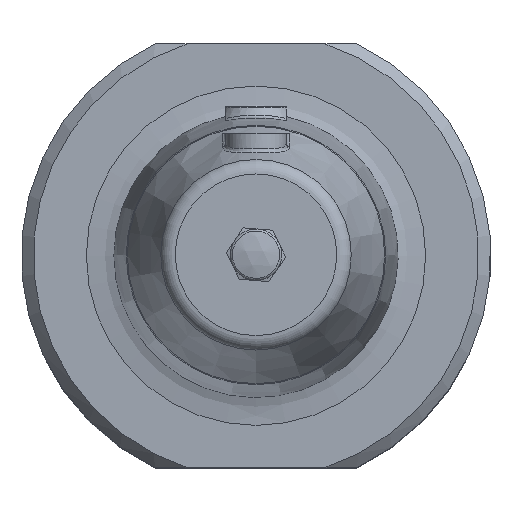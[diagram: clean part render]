
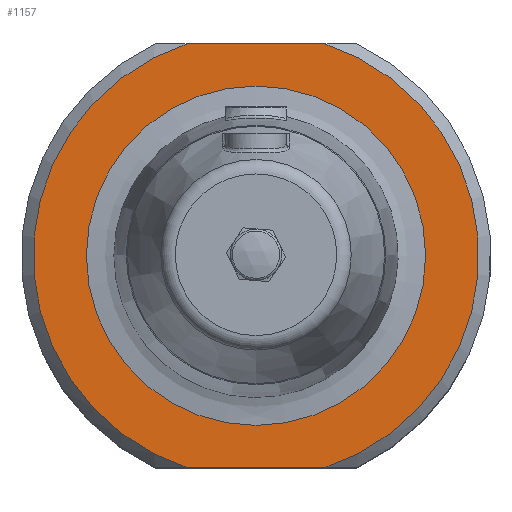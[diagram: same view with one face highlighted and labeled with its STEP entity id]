
A CAD part, top view. The second image highlights one B-rep face of the part: STEP entity #1157.
In plain terms, the highlighted planar face has unit normal (0, 0, 1).
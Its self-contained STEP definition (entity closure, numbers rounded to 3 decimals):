
#85=LINE('',#2104,#123);
#86=LINE('',#2108,#124);
#123=VECTOR('',#1518,44.822);
#124=VECTOR('',#1521,44.822);
#277=PLANE('',#1270);
#298=FACE_BOUND('',#449,.T.);
#359=FACE_OUTER_BOUND('',#448,.T.);
#448=EDGE_LOOP('',(#1007,#1008,#1009,#1010));
#449=EDGE_LOOP('',(#1011));
#510=CIRCLE('',#1271,73.5);
#511=CIRCLE('',#1272,73.5);
#512=CIRCLE('',#1273,55.98);
#605=VERTEX_POINT('',#2102);
#606=VERTEX_POINT('',#2103);
#607=VERTEX_POINT('',#2105);
#608=VERTEX_POINT('',#2107);
#609=VERTEX_POINT('',#2110);
#745=EDGE_CURVE('',#605,#606,#85,.T.);
#746=EDGE_CURVE('',#607,#606,#510,.T.);
#747=EDGE_CURVE('',#607,#608,#86,.T.);
#748=EDGE_CURVE('',#605,#608,#511,.T.);
#749=EDGE_CURVE('',#609,#609,#512,.T.);
#1007=ORIENTED_EDGE('',*,*,#745,.T.);
#1008=ORIENTED_EDGE('',*,*,#746,.F.);
#1009=ORIENTED_EDGE('',*,*,#747,.T.);
#1010=ORIENTED_EDGE('',*,*,#748,.F.);
#1011=ORIENTED_EDGE('',*,*,#749,.F.);
#1157=ADVANCED_FACE('',(#359,#298),#277,.T.);
#1270=AXIS2_PLACEMENT_3D('',#2101,#1516,#1517);
#1271=AXIS2_PLACEMENT_3D('',#2106,#1519,#1520);
#1272=AXIS2_PLACEMENT_3D('',#2109,#1522,#1523);
#1273=AXIS2_PLACEMENT_3D('',#2111,#1524,#1525);
#1516=DIRECTION('center_axis',(0.,0.,
1.));
#1517=DIRECTION('ref_axis',(1.,0.,0.));
#1518=DIRECTION('',(1.,0.,0.));
#1519=DIRECTION('center_axis',(0.,0.,
-1.));
#1520=DIRECTION('ref_axis',(0.,1.,0.));
#1521=DIRECTION('',(-1.,0.,0.));
#1522=DIRECTION('center_axis',(0.,0.,
-1.));
#1523=DIRECTION('ref_axis',(0.,1.,0.));
#1524=DIRECTION('center_axis',(0.,0.,
1.));
#1525=DIRECTION('ref_axis',(0.,-1.,0.));
#2101=CARTESIAN_POINT('Origin',(0.,-66.74,
78.7));
#2102=CARTESIAN_POINT('',(-22.411,-70.,78.7));
#2103=CARTESIAN_POINT('',(22.411,-70.,78.7));
#2104=CARTESIAN_POINT('',(16.63,-70.,78.7));
#2105=CARTESIAN_POINT('',(22.411,70.,78.7));
#2106=CARTESIAN_POINT('Origin',(0.,0.,
78.7));
#2107=CARTESIAN_POINT('',(-22.411,70.,78.7));
#2108=CARTESIAN_POINT('',(-16.63,70.,78.7));
#2109=CARTESIAN_POINT('Origin',(0.,0.,
78.7));
#2110=CARTESIAN_POINT('',(0.,-55.98,78.7));
#2111=CARTESIAN_POINT('Origin',(0.,0.,
78.7));
